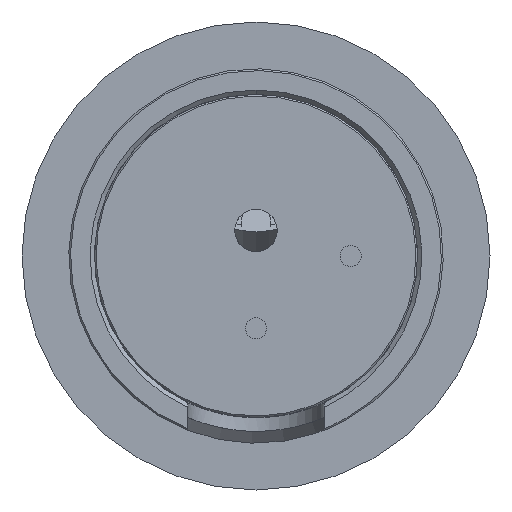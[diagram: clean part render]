
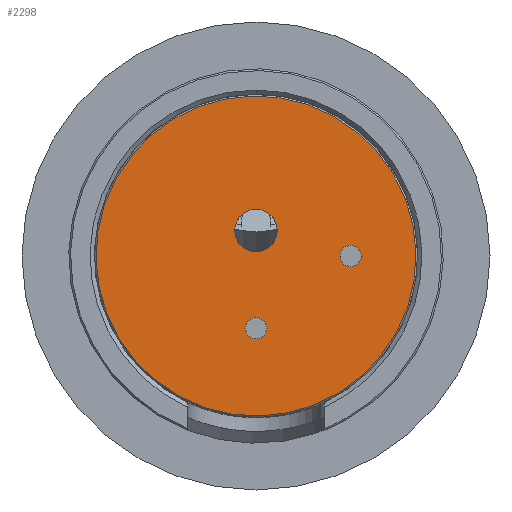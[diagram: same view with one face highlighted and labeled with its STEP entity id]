
A CAD part, front view. The second image highlights one B-rep face of the part: STEP entity #2298.
In plain terms, the highlighted face is planar.
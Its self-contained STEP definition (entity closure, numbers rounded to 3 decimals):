
#2196=CARTESIAN_POINT('Vertex',(16.499,9.013,0.)) ;
#2199=CARTESIAN_POINT('Axis2P3D Location',(0.,0.,0.)) ;
#2203=CARTESIAN_POINT('Vertex',(-16.499,-9.013,0.)) ;
#2223=CARTESIAN_POINT('Axis2P3D Location',(0.,0.,0.)) ;
#2235=CARTESIAN_POINT('Axis2P3D Location',(0.,0.,0.)) ;
#2244=CARTESIAN_POINT('Axis2P3D Location',(0.,3.,0.)) ;
#2248=CARTESIAN_POINT('Vertex',(-2.5,3.,0.)) ;
#2250=CARTESIAN_POINT('Vertex',(2.5,3.,0.)) ;
#2253=CARTESIAN_POINT('Axis2P3D Location',(0.,3.,0.)) ;
#2262=CARTESIAN_POINT('Axis2P3D Location',(0.,-8.5,0.)) ;
#2266=CARTESIAN_POINT('Vertex',(-1.25,-8.5,0.)) ;
#2268=CARTESIAN_POINT('Vertex',(1.25,-8.5,0.)) ;
#2271=CARTESIAN_POINT('Axis2P3D Location',(0.,-8.5,0.)) ;
#2280=CARTESIAN_POINT('Axis2P3D Location',(-11.124,0.,0.)) ;
#2284=CARTESIAN_POINT('Vertex',(-12.374,0.,0.)) ;
#2286=CARTESIAN_POINT('Vertex',(-9.874,0.,0.)) ;
#2289=CARTESIAN_POINT('Axis2P3D Location',(-11.124,0.,0.)) ;
#2200=DIRECTION('Axis2P3D Direction',(0.,0.,1.)) ;
#2224=DIRECTION('Axis2P3D Direction',(0.,0.,1.)) ;
#2236=DIRECTION('Axis2P3D Direction',(0.,0.,1.)) ;
#2237=DIRECTION('Axis2P3D XDirection',(1.,0.,0.)) ;
#2245=DIRECTION('Axis2P3D Direction',(0.,0.,1.)) ;
#2254=DIRECTION('Axis2P3D Direction',(0.,0.,1.)) ;
#2263=DIRECTION('Axis2P3D Direction',(0.,0.,1.)) ;
#2272=DIRECTION('Axis2P3D Direction',(0.,0.,1.)) ;
#2281=DIRECTION('Axis2P3D Direction',(0.,0.,1.)) ;
#2290=DIRECTION('Axis2P3D Direction',(0.,0.,1.)) ;
#2201=AXIS2_PLACEMENT_3D('Circle Axis2P3D',#2199,#2200,$) ;
#2225=AXIS2_PLACEMENT_3D('Circle Axis2P3D',#2223,#2224,$) ;
#2238=AXIS2_PLACEMENT_3D('Plane Axis2P3D',#2235,#2236,#2237) ;
#2246=AXIS2_PLACEMENT_3D('Circle Axis2P3D',#2244,#2245,$) ;
#2255=AXIS2_PLACEMENT_3D('Circle Axis2P3D',#2253,#2254,$) ;
#2264=AXIS2_PLACEMENT_3D('Circle Axis2P3D',#2262,#2263,$) ;
#2273=AXIS2_PLACEMENT_3D('Circle Axis2P3D',#2271,#2272,$) ;
#2282=AXIS2_PLACEMENT_3D('Circle Axis2P3D',#2280,#2281,$) ;
#2291=AXIS2_PLACEMENT_3D('Circle Axis2P3D',#2289,#2290,$) ;
#2202=CIRCLE('generated circle',#2201,18.8) ;
#2226=CIRCLE('generated circle',#2225,18.8) ;
#2247=CIRCLE('generated circle',#2246,2.5) ;
#2256=CIRCLE('generated circle',#2255,2.5) ;
#2265=CIRCLE('generated circle',#2264,1.25) ;
#2274=CIRCLE('generated circle',#2273,1.25) ;
#2283=CIRCLE('generated circle',#2282,1.25) ;
#2292=CIRCLE('generated circle',#2291,1.25) ;
#2239=PLANE('',#2238) ;
#2261=FACE_BOUND('',#2258,.T.) ;
#2279=FACE_BOUND('',#2276,.T.) ;
#2297=FACE_BOUND('',#2294,.T.) ;
#2205=EDGE_CURVE('',#2197,#2204,#2202,.T.) ;
#2227=EDGE_CURVE('',#2204,#2197,#2226,.T.) ;
#2252=EDGE_CURVE('',#2249,#2251,#2247,.F.) ;
#2257=EDGE_CURVE('',#2251,#2249,#2256,.F.) ;
#2270=EDGE_CURVE('',#2267,#2269,#2265,.F.) ;
#2275=EDGE_CURVE('',#2269,#2267,#2274,.F.) ;
#2288=EDGE_CURVE('',#2285,#2287,#2283,.F.) ;
#2293=EDGE_CURVE('',#2287,#2285,#2292,.F.) ;
#2240=EDGE_LOOP('',(#2241,#2242)) ;
#2258=EDGE_LOOP('',(#2259,#2260)) ;
#2276=EDGE_LOOP('',(#2277,#2278)) ;
#2294=EDGE_LOOP('',(#2295,#2296)) ;
#2241=ORIENTED_EDGE('',*,*,#2227,.F.) ;
#2242=ORIENTED_EDGE('',*,*,#2205,.F.) ;
#2259=ORIENTED_EDGE('',*,*,#2252,.F.) ;
#2260=ORIENTED_EDGE('',*,*,#2257,.F.) ;
#2277=ORIENTED_EDGE('',*,*,#2270,.F.) ;
#2278=ORIENTED_EDGE('',*,*,#2275,.F.) ;
#2295=ORIENTED_EDGE('',*,*,#2288,.F.) ;
#2296=ORIENTED_EDGE('',*,*,#2293,.F.) ;
#2197=VERTEX_POINT('',#2196) ;
#2204=VERTEX_POINT('',#2203) ;
#2249=VERTEX_POINT('',#2248) ;
#2251=VERTEX_POINT('',#2250) ;
#2267=VERTEX_POINT('',#2266) ;
#2269=VERTEX_POINT('',#2268) ;
#2285=VERTEX_POINT('',#2284) ;
#2287=VERTEX_POINT('',#2286) ;
#2298=ADVANCED_FACE('\X2\96F64EF651E04F554F53\X0\',(#2243,#2261,#2279,#2297),#2239,.F.) ;
#2243=FACE_OUTER_BOUND('',#2240,.T.) ;
